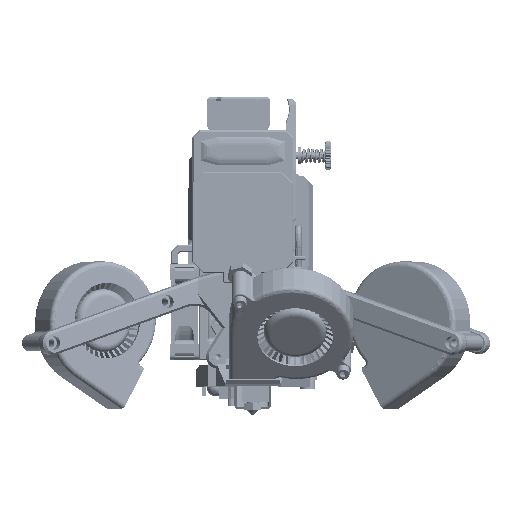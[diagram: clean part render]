
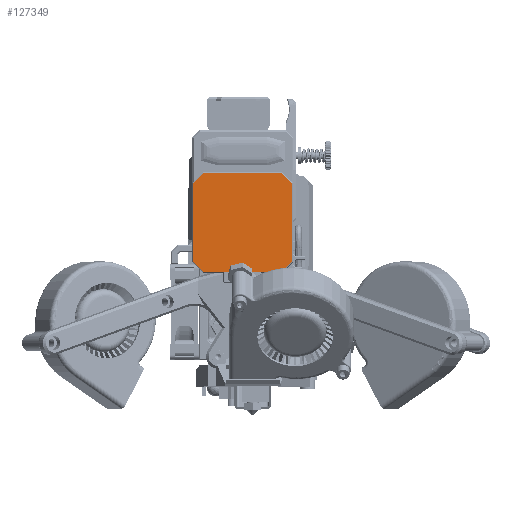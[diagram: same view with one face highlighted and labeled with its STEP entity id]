
A CAD part, top view. The second image highlights one B-rep face of the part: STEP entity #127349.
In plain terms, the highlighted face is planar.
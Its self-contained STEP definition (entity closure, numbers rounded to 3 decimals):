
#11915=FACE_OUTER_BOUND('',#19519,.T.);
#19519=EDGE_LOOP('',(#83702,#83703,#83704,#83705,#83706,#83707,#83708,#83709));
#27665=LINE('',#184494,#39743);
#27666=LINE('',#184496,#39744);
#27667=LINE('',#184498,#39745);
#27668=LINE('',#184500,#39746);
#27669=LINE('',#184502,#39747);
#27670=LINE('',#184504,#39748);
#27671=LINE('',#184506,#39749);
#27672=LINE('',#184507,#39750);
#39743=VECTOR('',#147995,1000.);
#39744=VECTOR('',#147996,1000.);
#39745=VECTOR('',#147997,1000.);
#39746=VECTOR('',#147998,1000.);
#39747=VECTOR('',#147999,1000.);
#39748=VECTOR('',#148000,1000.);
#39749=VECTOR('',#148001,1000.);
#39750=VECTOR('',#148002,1000.);
#51809=VERTEX_POINT('',#184492);
#51810=VERTEX_POINT('',#184493);
#51811=VERTEX_POINT('',#184495);
#51812=VERTEX_POINT('',#184497);
#51813=VERTEX_POINT('',#184499);
#51814=VERTEX_POINT('',#184501);
#51815=VERTEX_POINT('',#184503);
#51816=VERTEX_POINT('',#184505);
#64164=EDGE_CURVE('',#51809,#51810,#27665,.T.);
#64165=EDGE_CURVE('',#51810,#51811,#27666,.T.);
#64166=EDGE_CURVE('',#51811,#51812,#27667,.T.);
#64167=EDGE_CURVE('',#51812,#51813,#27668,.T.);
#64168=EDGE_CURVE('',#51813,#51814,#27669,.T.);
#64169=EDGE_CURVE('',#51814,#51815,#27670,.T.);
#64170=EDGE_CURVE('',#51815,#51816,#27671,.T.);
#64171=EDGE_CURVE('',#51816,#51809,#27672,.T.);
#83702=ORIENTED_EDGE('',*,*,#64164,.T.);
#83703=ORIENTED_EDGE('',*,*,#64165,.T.);
#83704=ORIENTED_EDGE('',*,*,#64166,.T.);
#83705=ORIENTED_EDGE('',*,*,#64167,.T.);
#83706=ORIENTED_EDGE('',*,*,#64168,.T.);
#83707=ORIENTED_EDGE('',*,*,#64169,.T.);
#83708=ORIENTED_EDGE('',*,*,#64170,.T.);
#83709=ORIENTED_EDGE('',*,*,#64171,.T.);
#122680=PLANE('',#135734);
#127349=ADVANCED_FACE('',(#11915),#122680,.F.);
#135734=AXIS2_PLACEMENT_3D('',#184491,#147993,#147994);
#147993=DIRECTION('center_axis',(0.,0.,
1.));
#147994=DIRECTION('ref_axis',(1.,0.,0.));
#147995=DIRECTION('',(0.,-1.,0.));
#147996=DIRECTION('',(-0.707,-0.707,0.));
#147997=DIRECTION('',(-1.,0.,0.));
#147998=DIRECTION('',(-0.707,0.707,0.));
#147999=DIRECTION('',(0.,1.,0.));
#148000=DIRECTION('',(0.707,0.707,0.));
#148001=DIRECTION('',(1.,0.,0.));
#148002=DIRECTION('',(0.707,-0.707,0.));
#184491=CARTESIAN_POINT('Origin',(0.,0.,0.));
#184492=CARTESIAN_POINT('',(20.5,16.393,0.));
#184493=CARTESIAN_POINT('',(20.5,-16.393,0.));
#184494=CARTESIAN_POINT('',(20.5,0.,0.));
#184495=CARTESIAN_POINT('',(16.393,-20.5,0.));
#184496=CARTESIAN_POINT('',(16.246,-20.646,0.));
#184497=CARTESIAN_POINT('',(-16.393,-20.5,0.));
#184498=CARTESIAN_POINT('',(0.,-20.5,0.));
#184499=CARTESIAN_POINT('',(-20.5,-16.393,0.));
#184500=CARTESIAN_POINT('',(-20.646,-16.246,0.));
#184501=CARTESIAN_POINT('',(-20.5,16.393,0.));
#184502=CARTESIAN_POINT('',(-20.5,0.,0.));
#184503=CARTESIAN_POINT('',(-16.393,20.5,0.));
#184504=CARTESIAN_POINT('',(-16.246,20.646,0.));
#184505=CARTESIAN_POINT('',(16.393,20.5,0.));
#184506=CARTESIAN_POINT('',(0.,20.5,0.));
#184507=CARTESIAN_POINT('',(20.646,16.246,0.));
